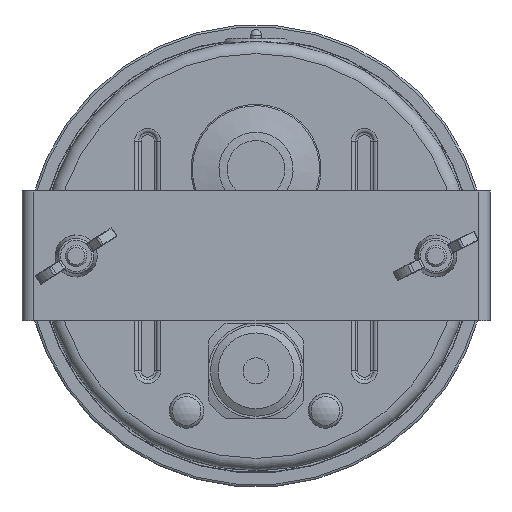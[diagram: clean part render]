
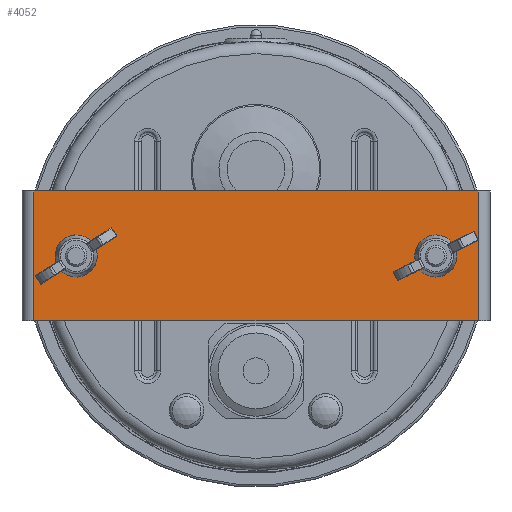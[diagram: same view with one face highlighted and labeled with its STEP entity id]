
A CAD part, front view. The second image highlights one B-rep face of the part: STEP entity #4052.
In plain terms, the highlighted planar face has unit normal (0, -1, 0).
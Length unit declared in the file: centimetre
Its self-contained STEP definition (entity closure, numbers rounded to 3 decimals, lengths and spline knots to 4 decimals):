
#216=LINE('',#6351,#386);
#217=LINE('',#6353,#387);
#218=LINE('',#6355,#388);
#219=LINE('',#6356,#389);
#220=LINE('',#6359,#390);
#221=LINE('',#6361,#391);
#222=LINE('',#6363,#392);
#223=LINE('',#6367,#393);
#224=LINE('',#6369,#394);
#225=LINE('',#6371,#395);
#226=LINE('',#6375,#396);
#227=LINE('',#6377,#397);
#228=LINE('',#6379,#398);
#229=LINE('',#6383,#399);
#230=LINE('',#6385,#400);
#231=LINE('',#6387,#401);
#386=VECTOR('',#4977,10.26);
#387=VECTOR('',#4978,3.);
#388=VECTOR('',#4979,10.26);
#389=VECTOR('',#4980,3.);
#390=VECTOR('',#4981,0.0564);
#391=VECTOR('',#4982,0.21);
#392=VECTOR('',#4983,0.0564);
#393=VECTOR('',#4986,0.0564);
#394=VECTOR('',#4987,0.21);
#395=VECTOR('',#4988,0.0564);
#396=VECTOR('',#4991,0.0564);
#397=VECTOR('',#4992,0.21);
#398=VECTOR('',#4993,0.0564);
#399=VECTOR('',#4996,0.0564);
#400=VECTOR('',#4997,0.21);
#401=VECTOR('',#4998,0.0564);
#546=PLANE('',#4340);
#608=FACE_BOUND('',#941,.T.);
#609=FACE_BOUND('',#942,.T.);
#664=FACE_OUTER_BOUND('',#940,.T.);
#940=EDGE_LOOP('',(#2575,#2576,#2577,#2578));
#941=EDGE_LOOP('',(#2579,#2580,#2581,#2582,#2583,#2584,#2585,#2586));
#942=EDGE_LOOP('',(#2587,#2588,#2589,#2590,#2591,#2592,#2593,#2594));
#1268=CIRCLE('',#4341,0.436);
#1269=CIRCLE('',#4342,0.436);
#1270=CIRCLE('',#4343,0.436);
#1271=CIRCLE('',#4344,0.436);
#1615=VERTEX_POINT('',#6349);
#1616=VERTEX_POINT('',#6350);
#1617=VERTEX_POINT('',#6352);
#1618=VERTEX_POINT('',#6354);
#1619=VERTEX_POINT('',#6357);
#1620=VERTEX_POINT('',#6358);
#1621=VERTEX_POINT('',#6360);
#1622=VERTEX_POINT('',#6362);
#1623=VERTEX_POINT('',#6364);
#1624=VERTEX_POINT('',#6366);
#1625=VERTEX_POINT('',#6368);
#1626=VERTEX_POINT('',#6370);
#1627=VERTEX_POINT('',#6373);
#1628=VERTEX_POINT('',#6374);
#1629=VERTEX_POINT('',#6376);
#1630=VERTEX_POINT('',#6378);
#1631=VERTEX_POINT('',#6380);
#1632=VERTEX_POINT('',#6382);
#1633=VERTEX_POINT('',#6384);
#1634=VERTEX_POINT('',#6386);
#1991=EDGE_CURVE('',#1615,#1616,#216,.T.);
#1992=EDGE_CURVE('',#1617,#1616,#217,.T.);
#1993=EDGE_CURVE('',#1617,#1618,#218,.T.);
#1994=EDGE_CURVE('',#1618,#1615,#219,.T.);
#1995=EDGE_CURVE('',#1619,#1620,#220,.T.);
#1996=EDGE_CURVE('',#1621,#1619,#221,.T.);
#1997=EDGE_CURVE('',#1622,#1621,#222,.T.);
#1998=EDGE_CURVE('',#1623,#1622,#1268,.T.);
#1999=EDGE_CURVE('',#1624,#1623,#223,.T.);
#2000=EDGE_CURVE('',#1624,#1625,#224,.T.);
#2001=EDGE_CURVE('',#1626,#1625,#225,.T.);
#2002=EDGE_CURVE('',#1620,#1626,#1269,.T.);
#2003=EDGE_CURVE('',#1627,#1628,#226,.T.);
#2004=EDGE_CURVE('',#1629,#1627,#227,.T.);
#2005=EDGE_CURVE('',#1630,#1629,#228,.T.);
#2006=EDGE_CURVE('',#1631,#1630,#1270,.T.);
#2007=EDGE_CURVE('',#1632,#1631,#229,.T.);
#2008=EDGE_CURVE('',#1632,#1633,#230,.T.);
#2009=EDGE_CURVE('',#1634,#1633,#231,.T.);
#2010=EDGE_CURVE('',#1628,#1634,#1271,.T.);
#2575=ORIENTED_EDGE('',*,*,#1991,.T.);
#2576=ORIENTED_EDGE('',*,*,#1992,.F.);
#2577=ORIENTED_EDGE('',*,*,#1993,.T.);
#2578=ORIENTED_EDGE('',*,*,#1994,.T.);
#2579=ORIENTED_EDGE('',*,*,#1995,.F.);
#2580=ORIENTED_EDGE('',*,*,#1996,.F.);
#2581=ORIENTED_EDGE('',*,*,#1997,.F.);
#2582=ORIENTED_EDGE('',*,*,#1998,.F.);
#2583=ORIENTED_EDGE('',*,*,#1999,.F.);
#2584=ORIENTED_EDGE('',*,*,#2000,.T.);
#2585=ORIENTED_EDGE('',*,*,#2001,.F.);
#2586=ORIENTED_EDGE('',*,*,#2002,.F.);
#2587=ORIENTED_EDGE('',*,*,#2003,.F.);
#2588=ORIENTED_EDGE('',*,*,#2004,.F.);
#2589=ORIENTED_EDGE('',*,*,#2005,.F.);
#2590=ORIENTED_EDGE('',*,*,#2006,.F.);
#2591=ORIENTED_EDGE('',*,*,#2007,.F.);
#2592=ORIENTED_EDGE('',*,*,#2008,.T.);
#2593=ORIENTED_EDGE('',*,*,#2009,.F.);
#2594=ORIENTED_EDGE('',*,*,#2010,.F.);
#4052=ADVANCED_FACE('',(#664,#608,#609),#546,.F.);
#4340=AXIS2_PLACEMENT_3D('',#6348,#4975,#4976);
#4341=AXIS2_PLACEMENT_3D('',#6365,#4984,#4985);
#4342=AXIS2_PLACEMENT_3D('',#6372,#4989,#4990);
#4343=AXIS2_PLACEMENT_3D('',#6381,#4994,#4995);
#4344=AXIS2_PLACEMENT_3D('',#6388,#4999,#5000);
#4975=DIRECTION('center_axis',(0.,1.,0.));
#4976=DIRECTION('ref_axis',(0.,0.,1.));
#4977=DIRECTION('',(1.,0.,0.));
#4978=DIRECTION('',(0.,0.,-1.));
#4979=DIRECTION('',(-1.,0.,0.));
#4980=DIRECTION('',(0.,0.,-1.));
#4981=DIRECTION('',(0.846,0.,0.534));
#4982=DIRECTION('',(0.534,0.,-0.846));
#4983=DIRECTION('',(-0.846,0.,-0.534));
#4984=DIRECTION('center_axis',(0.,-1.,0.));
#4985=DIRECTION('ref_axis',(0.,0.,-1.));
#4986=DIRECTION('',(-0.846,0.,-0.534));
#4987=DIRECTION('',(0.534,0.,-0.846));
#4988=DIRECTION('',(0.846,0.,0.534));
#4989=DIRECTION('center_axis',(0.,-1.,0.));
#4990=DIRECTION('ref_axis',(0.,0.,-1.));
#4991=DIRECTION('',(0.893,0.,0.45));
#4992=DIRECTION('',(0.45,0.,-0.893));
#4993=DIRECTION('',(-0.893,0.,-0.45));
#4994=DIRECTION('center_axis',(0.,-1.,0.));
#4995=DIRECTION('ref_axis',(0.,0.,-1.));
#4996=DIRECTION('',(-0.893,0.,-0.45));
#4997=DIRECTION('',(0.45,0.,-0.893));
#4998=DIRECTION('',(0.893,0.,0.45));
#4999=DIRECTION('center_axis',(0.,-1.,0.));
#5000=DIRECTION('ref_axis',(0.,0.,-1.));
#6348=CARTESIAN_POINT('Origin',(0.,-0.595,
0.));
#6349=CARTESIAN_POINT('',(-5.13,-0.595,-1.5));
#6350=CARTESIAN_POINT('',(5.13,-0.595,-1.5));
#6351=CARTESIAN_POINT('',(5.13,-0.595,-1.5));
#6352=CARTESIAN_POINT('',(5.13,-0.595,1.5));
#6353=CARTESIAN_POINT('',(5.13,-0.595,0.));
#6354=CARTESIAN_POINT('',(-5.13,-0.595,1.5));
#6355=CARTESIAN_POINT('',(0.,-0.595,1.5));
#6356=CARTESIAN_POINT('',(-5.13,-0.595,0.));
#6357=CARTESIAN_POINT('',(-4.4994,-0.595,-0.3448));
#6358=CARTESIAN_POINT('',(-4.4517,-0.595,-0.3147));
#6359=CARTESIAN_POINT('',(-4.1315,-0.595,-0.1125));
#6360=CARTESIAN_POINT('',(-4.6115,-0.595,-0.1672));
#6361=CARTESIAN_POINT('',(-4.5555,-0.595,-0.256));
#6362=CARTESIAN_POINT('',(-4.5638,-0.595,-0.1371));
#6363=CARTESIAN_POINT('',(-4.2437,-0.595,0.065));
#6364=CARTESIAN_POINT('',(-3.8483,-0.595,0.3147));
#6365=CARTESIAN_POINT('Origin',(-4.15,-0.595,0.));
#6366=CARTESIAN_POINT('',(-3.8006,-0.595,0.3448));
#6367=CARTESIAN_POINT('',(-3.9571,-0.595,0.246));
#6368=CARTESIAN_POINT('',(-3.6885,-0.595,0.1672));
#6369=CARTESIAN_POINT('',(-3.7445,-0.595,0.256));
#6370=CARTESIAN_POINT('',(-3.7362,-0.595,0.1371));
#6371=CARTESIAN_POINT('',(-3.845,-0.595,0.0684));
#6372=CARTESIAN_POINT('Origin',(-4.15,-0.595,0.));
#6373=CARTESIAN_POINT('',(3.7689,-0.595,-0.3094));
#6374=CARTESIAN_POINT('',(3.8193,-0.595,-0.2841));
#6375=CARTESIAN_POINT('',(4.1575,-0.595,-0.1138));
#6376=CARTESIAN_POINT('',(3.6745,-0.595,-0.1219));
#6377=CARTESIAN_POINT('',(3.7217,-0.595,-0.2156));
#6378=CARTESIAN_POINT('',(3.7249,-0.595,-0.0965));
#6379=CARTESIAN_POINT('',(4.0631,-0.595,0.0738));
#6380=CARTESIAN_POINT('',(4.4807,-0.595,0.2841));
#6381=CARTESIAN_POINT('Origin',(4.15,-0.595,0.));
#6382=CARTESIAN_POINT('',(4.5311,-0.595,0.3094));
#6383=CARTESIAN_POINT('',(4.3658,-0.595,0.2262));
#6384=CARTESIAN_POINT('',(4.6255,-0.595,0.1219));
#6385=CARTESIAN_POINT('',(4.5783,-0.595,0.2156));
#6386=CARTESIAN_POINT('',(4.5751,-0.595,0.0965));
#6387=CARTESIAN_POINT('',(4.4602,-0.595,0.0386));
#6388=CARTESIAN_POINT('Origin',(4.15,-0.595,0.));
